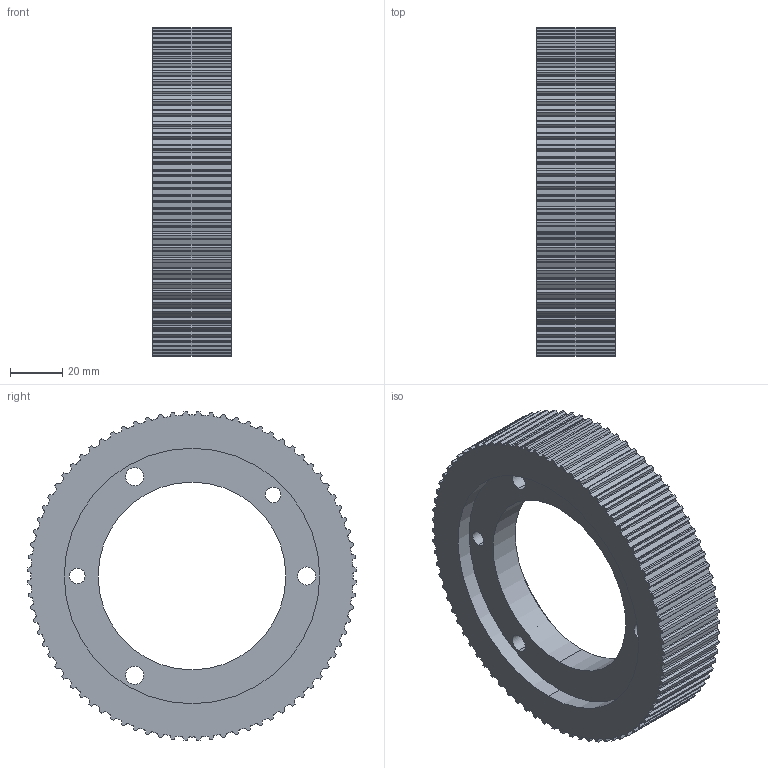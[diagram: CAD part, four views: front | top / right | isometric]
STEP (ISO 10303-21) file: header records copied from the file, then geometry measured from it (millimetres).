
FILE_DESCRIPTION (( 'STEP AP203' ), '1' );
FILE_NAME ('Poulie_M300-014_Défaut_sldprt.STEP', '2017-12-12T20:32:33', ( '' ), ( '' ), 'SwSTEP 2.0', 'SolidWorks 2016', '' );
FILE_SCHEMA (( 'CONFIG_CONTROL_DESIGN' ));
Length unit declared in the file: millimetre
Products named in the file (1): Poulie_M300-014_Défaut_sldprt
Bounding box: 30 x 126.04 x 126.04 mm (x, y, z)
Volume: 162158.8 mm3; surface area: 41548.9 mm2
Topology: 1 solids, 1 shells, 540 faces, 1599 edges, 1066 vertices
Faces by surface type: cylinder 373, plane 167
Entity records: 18510 total; most frequent: DIRECTION 3427, CARTESIAN_POINT 3206, ORIENTED_EDGE 3198, EDGE_CURVE 1599, AXIS2_PLACEMENT_3D 1287, VERTEX_POINT 1066, VECTOR 853, LINE 853
